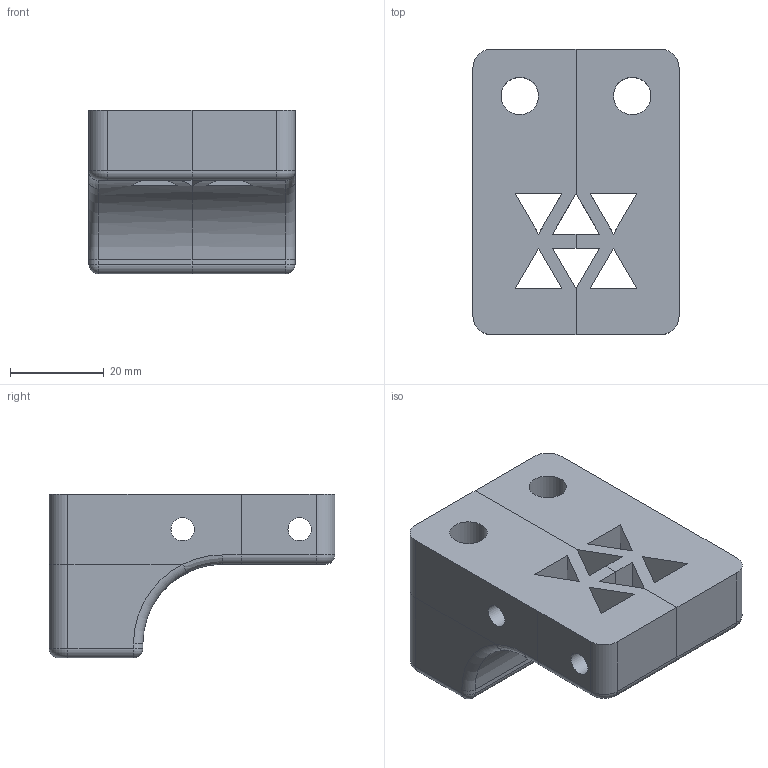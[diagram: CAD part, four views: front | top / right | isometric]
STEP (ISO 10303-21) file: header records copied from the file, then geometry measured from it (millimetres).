
FILE_DESCRIPTION(('FreeCAD Model'),'2;1');
FILE_NAME( 'ZRigidizer.step', '2015-03-24T17:08:33',('FreeCAD'),('FreeCAD'), 'Open CASCADE STEP processor 6.5','FreeCAD','Unknown');
FILE_SCHEMA(('AUTOMOTIVE_DESIGN_CC2 { 1 2 10303 214 -1 1 5 4 }'));
Length unit declared in the file: millimetre
Products named in the file (1): ZRigidizer
Bounding box: 44 x 61 x 35 mm (x, y, z)
Volume: 50836.8 mm3; surface area: 15380.3 mm2
Topology: 1 solids, 1 shells, 82 faces, 250 edges, 152 vertices
Faces by surface type: plane 44, cylinder 28, torus 6, bspline 2, sphere 2
Full cylindrical faces by diameter (mm): 5 x4, 8 x2
Entity records: 6292 total; most frequent: CARTESIAN_POINT 1465, DIRECTION 879, LINE 527, VECTOR 527, ORIENTED_EDGE 496, PCURVE 496, DEFINITIONAL_REPRESENTATION 496, EDGE_CURVE 248
